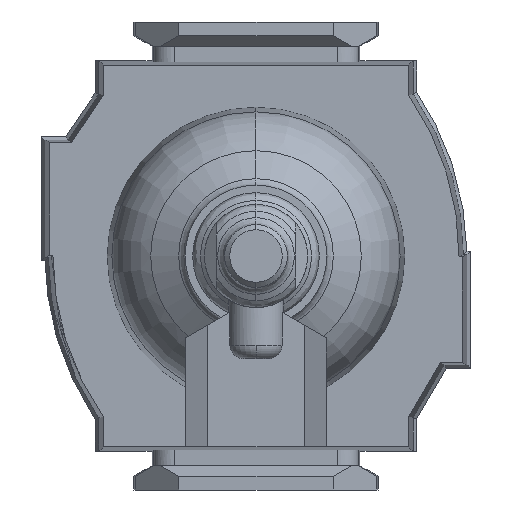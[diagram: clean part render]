
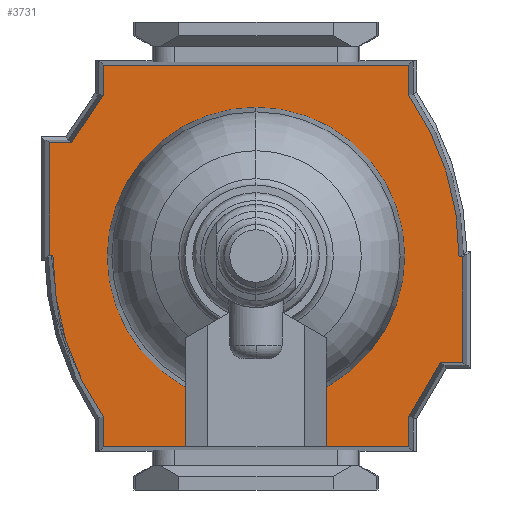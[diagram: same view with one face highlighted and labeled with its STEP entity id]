
A CAD part, front view. The second image highlights one B-rep face of the part: STEP entity #3731.
In plain terms, the highlighted planar face has unit normal (0, -1, 0).
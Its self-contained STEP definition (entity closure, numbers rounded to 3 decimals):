
#133 = VECTOR ( 'NONE', #2682, 1000. ) ;
#387 = CARTESIAN_POINT ( 'NONE',  ( -27.75, -38.5, -22.2 ) ) ;
#390 = EDGE_CURVE ( 'NONE', #3046, #7614, #8739, .T. ) ;
#430 = ORIENTED_EDGE ( 'NONE', *, *, #2362, .F. ) ;
#471 = CIRCLE ( 'NONE', #6839, 41.1 ) ;
#516 = EDGE_CURVE ( 'NONE', #7136, #722, #8293, .T. ) ;
#601 = LINE ( 'NONE', #6539, #5450 ) ;
#722 = VERTEX_POINT ( 'NONE', #1993 ) ;
#794 = LINE ( 'NONE', #2312, #8370 ) ;
#832 = VECTOR ( 'NONE', #7036, 1000. ) ;
#949 = DIRECTION ( 'NONE',  ( 0., 0., 1. ) ) ;
#1007 = DIRECTION ( 'NONE',  ( 0., 0., 1. ) ) ;
#1125 = EDGE_CURVE ( 'NONE', #9149, #6564, #9241, .T. ) ;
#1201 = VECTOR ( 'NONE', #5857, 1000. ) ;
#1238 = VECTOR ( 'NONE', #6375, 1000. ) ;
#1271 = CARTESIAN_POINT ( 'NONE',  ( -15.5, -38.5, -26.8 ) ) ;
#1274 = LINE ( 'NONE', #6326, #1238 ) ;
#1372 = CARTESIAN_POINT ( 'NONE',  ( 0., -38.5, 11.6 ) ) ;
#1551 = CARTESIAN_POINT ( 'NONE',  ( 0.1, -38.5, 30. ) ) ;
#1888 = AXIS2_PLACEMENT_3D ( 'NONE', #4880, #6250, #4140 ) ;
#1890 = VECTOR ( 'NONE', #3692, 1000. ) ;
#1993 = CARTESIAN_POINT ( 'NONE',  ( -23.35, -38.5, -22.2 ) ) ;
#2162 = EDGE_CURVE ( 'NONE', #5027, #2198, #3888, .T. ) ;
#2197 = CARTESIAN_POINT ( 'NONE',  ( 0., -38.5, -11.6 ) ) ;
#2198 = VERTEX_POINT ( 'NONE', #6178 ) ;
#2251 = CARTESIAN_POINT ( 'NONE',  ( -27.75, -38.5, -22.2 ) ) ;
#2312 = CARTESIAN_POINT ( 'NONE',  ( 23.383, -38.5, -22.2 ) ) ;
#2319 = ORIENTED_EDGE ( 'NONE', *, *, #5041, .F. ) ;
#2362 = EDGE_CURVE ( 'NONE', #9093, #3046, #9335, .T. ) ;
#2393 = ORIENTED_EDGE ( 'NONE', *, *, #2539, .F. ) ;
#2539 = EDGE_CURVE ( 'NONE', #8469, #6985, #601, .T. ) ;
#2560 = CARTESIAN_POINT ( 'NONE',  ( 23.383, -38.5, -22.2 ) ) ;
#2563 = CARTESIAN_POINT ( 'NONE',  ( 27.75, -38.5, 22.2 ) ) ;
#2636 = CARTESIAN_POINT ( 'NONE',  ( 27.75, -38.5, -22.2 ) ) ;
#2675 = CARTESIAN_POINT ( 'NONE',  ( -0.1, -38.5, -30. ) ) ;
#2682 = DIRECTION ( 'NONE',  ( 0., 0., -1. ) ) ;
#2927 = ORIENTED_EDGE ( 'NONE', *, *, #1125, .F. ) ;
#3046 = VERTEX_POINT ( 'NONE', #7970 ) ;
#3077 = CARTESIAN_POINT ( 'NONE',  ( 16.5, -38.5, 26.8 ) ) ;
#3204 = AXIS2_PLACEMENT_3D ( 'NONE', #2197, #5301, #3725 ) ;
#3286 = ORIENTED_EDGE ( 'NONE', *, *, #516, .F. ) ;
#3343 = ORIENTED_EDGE ( 'NONE', *, *, #4363, .F. ) ;
#3435 = ORIENTED_EDGE ( 'NONE', *, *, #8439, .F. ) ;
#3515 = VERTEX_POINT ( 'NONE', #7221 ) ;
#3549 = DIRECTION ( 'NONE',  ( 0., 0., -1. ) ) ;
#3554 = LINE ( 'NONE', #2636, #133 ) ;
#3689 = LINE ( 'NONE', #8841, #3719 ) ;
#3692 = DIRECTION ( 'NONE',  ( -0.863, 0., 0.506 ) ) ;
#3719 = VECTOR ( 'NONE', #7391, 1000. ) ;
#3725 = DIRECTION ( 'NONE',  ( 0., 0., 1. ) ) ;
#3726 = VECTOR ( 'NONE', #9251, 1000. ) ;
#3731 = ADVANCED_FACE ( 'NONE', ( #5422 ), #6838, .T. ) ;
#3888 = LINE ( 'NONE', #8991, #9038 ) ;
#3925 = EDGE_CURVE ( 'NONE', #6843, #7816, #471, .T. ) ;
#4140 = DIRECTION ( 'NONE',  ( 0., 0., -1. ) ) ;
#4166 = CARTESIAN_POINT ( 'NONE',  ( -23.383, -38.5, 22.2 ) ) ;
#4331 = CARTESIAN_POINT ( 'NONE',  ( 0.1, -38.5, 29.5 ) ) ;
#4363 = EDGE_CURVE ( 'NONE', #7183, #8469, #1274, .T. ) ;
#4569 = ORIENTED_EDGE ( 'NONE', *, *, #2162, .F. ) ;
#4880 = CARTESIAN_POINT ( 'NONE',  ( -28.86, -38.5, 31.2 ) ) ;
#4989 = ORIENTED_EDGE ( 'NONE', *, *, #6153, .F. ) ;
#5027 = VERTEX_POINT ( 'NONE', #2251 ) ;
#5041 = EDGE_CURVE ( 'NONE', #2198, #6843, #5543, .T. ) ;
#5085 = CARTESIAN_POINT ( 'NONE',  ( 23.35, -38.5, 22.2 ) ) ;
#5138 = AXIS2_PLACEMENT_3D ( 'NONE', #1372, #8978, #1007 ) ;
#5181 = CARTESIAN_POINT ( 'NONE',  ( 27.75, -38.5, 22.2 ) ) ;
#5231 = ORIENTED_EDGE ( 'NONE', *, *, #7153, .F. ) ;
#5301 = DIRECTION ( 'NONE',  ( 0., 1., 0. ) ) ;
#5422 = FACE_OUTER_BOUND ( 'NONE', #7786, .T. ) ;
#5450 = VECTOR ( 'NONE', #9520, 1000. ) ;
#5543 = LINE ( 'NONE', #4166, #3726 ) ;
#5592 = EDGE_CURVE ( 'NONE', #6985, #9149, #9439, .T. ) ;
#5677 = CARTESIAN_POINT ( 'NONE',  ( 23.35, -38.5, 22.2 ) ) ;
#5857 = DIRECTION ( 'NONE',  ( 0., 0., 1. ) ) ;
#5874 = VECTOR ( 'NONE', #9396, 1000. ) ;
#5963 = LINE ( 'NONE', #1551, #1201 ) ;
#6038 = CARTESIAN_POINT ( 'NONE',  ( 0., -38.5, 29.5 ) ) ;
#6110 = DIRECTION ( 'NONE',  ( 0., 0., 1. ) ) ;
#6153 = EDGE_CURVE ( 'NONE', #7614, #9573, #3689, .T. ) ;
#6178 = CARTESIAN_POINT ( 'NONE',  ( -27.75, -38.5, 22.2 ) ) ;
#6250 = DIRECTION ( 'NONE',  ( 0., -1., 0. ) ) ;
#6258 = LINE ( 'NONE', #6304, #6795 ) ;
#6266 = DIRECTION ( 'NONE',  ( 0.83, 0., -0.557 ) ) ;
#6304 = CARTESIAN_POINT ( 'NONE',  ( -15.5, -38.5, -26.8 ) ) ;
#6326 = CARTESIAN_POINT ( 'NONE',  ( 16.5, -38.5, 30. ) ) ;
#6375 = DIRECTION ( 'NONE',  ( 1., 0., 0. ) ) ;
#6539 = CARTESIAN_POINT ( 'NONE',  ( 16.5, -38.5, 26.8 ) ) ;
#6564 = VERTEX_POINT ( 'NONE', #5181 ) ;
#6585 = EDGE_CURVE ( 'NONE', #7966, #7183, #5963, .T. ) ;
#6644 = CIRCLE ( 'NONE', #3204, 41.1 ) ;
#6795 = VECTOR ( 'NONE', #6110, 1000. ) ;
#6838 = PLANE ( 'NONE',  #1888 ) ;
#6839 = AXIS2_PLACEMENT_3D ( 'NONE', #8263, #8348, #949 ) ;
#6843 = VERTEX_POINT ( 'NONE', #7811 ) ;
#6874 = DIRECTION ( 'NONE',  ( 0., 0., 1. ) ) ;
#6943 = EDGE_CURVE ( 'NONE', #3515, #9093, #794, .T. ) ;
#6976 = ORIENTED_EDGE ( 'NONE', *, *, #3925, .F. ) ;
#6985 = VERTEX_POINT ( 'NONE', #3077 ) ;
#7036 = DIRECTION ( 'NONE',  ( 1., 0., 0. ) ) ;
#7049 = CARTESIAN_POINT ( 'NONE',  ( 0.1, -38.5, 30. ) ) ;
#7136 = VERTEX_POINT ( 'NONE', #1271 ) ;
#7153 = EDGE_CURVE ( 'NONE', #722, #5027, #7745, .T. ) ;
#7183 = VERTEX_POINT ( 'NONE', #7049 ) ;
#7221 = CARTESIAN_POINT ( 'NONE',  ( 27.75, -38.5, -22.2 ) ) ;
#7299 = CARTESIAN_POINT ( 'NONE',  ( -15.5, -38.5, -30. ) ) ;
#7374 = ORIENTED_EDGE ( 'NONE', *, *, #6943, .F. ) ;
#7384 = VECTOR ( 'NONE', #6266, 1000. ) ;
#7391 = DIRECTION ( 'NONE',  ( -1., 0., 0. ) ) ;
#7614 = VERTEX_POINT ( 'NONE', #9456 ) ;
#7745 = LINE ( 'NONE', #387, #5874 ) ;
#7786 = EDGE_LOOP ( 'NONE', ( #5231, #3286, #3435, #4989, #9015, #430, #7374, #9457, #2927, #8450, #2393, #3343, #8180, #8719, #6976, #2319, #4569 ) ) ;
#7811 = CARTESIAN_POINT ( 'NONE',  ( -23.383, -38.5, 22.2 ) ) ;
#7816 = VERTEX_POINT ( 'NONE', #6038 ) ;
#7966 = VERTEX_POINT ( 'NONE', #4331 ) ;
#7970 = CARTESIAN_POINT ( 'NONE',  ( -0.1, -38.5, -29.5 ) ) ;
#8180 = ORIENTED_EDGE ( 'NONE', *, *, #6585, .F. ) ;
#8263 = CARTESIAN_POINT ( 'NONE',  ( 0., -38.5, -11.6 ) ) ;
#8293 = LINE ( 'NONE', #9030, #1890 ) ;
#8348 = DIRECTION ( 'NONE',  ( 0., 1., 0. ) ) ;
#8369 = EDGE_CURVE ( 'NONE', #7816, #7966, #6644, .T. ) ;
#8370 = VECTOR ( 'NONE', #8893, 1000. ) ;
#8439 = EDGE_CURVE ( 'NONE', #9573, #7136, #6258, .T. ) ;
#8450 = ORIENTED_EDGE ( 'NONE', *, *, #5592, .F. ) ;
#8469 = VERTEX_POINT ( 'NONE', #9191 ) ;
#8719 = ORIENTED_EDGE ( 'NONE', *, *, #8369, .F. ) ;
#8739 = LINE ( 'NONE', #2675, #9209 ) ;
#8841 = CARTESIAN_POINT ( 'NONE',  ( -15.5, -38.5, -30. ) ) ;
#8893 = DIRECTION ( 'NONE',  ( -1., 0., 0. ) ) ;
#8978 = DIRECTION ( 'NONE',  ( 0., 1., 0. ) ) ;
#8991 = CARTESIAN_POINT ( 'NONE',  ( -27.75, -38.5, 22.2 ) ) ;
#9015 = ORIENTED_EDGE ( 'NONE', *, *, #390, .F. ) ;
#9030 = CARTESIAN_POINT ( 'NONE',  ( -23.35, -38.5, -22.2 ) ) ;
#9038 = VECTOR ( 'NONE', #6874, 1000. ) ;
#9093 = VERTEX_POINT ( 'NONE', #2560 ) ;
#9149 = VERTEX_POINT ( 'NONE', #5085 ) ;
#9191 = CARTESIAN_POINT ( 'NONE',  ( 16.5, -38.5, 30. ) ) ;
#9209 = VECTOR ( 'NONE', #3549, 1000. ) ;
#9241 = LINE ( 'NONE', #2563, #832 ) ;
#9251 = DIRECTION ( 'NONE',  ( 1., 0., 0. ) ) ;
#9335 = CIRCLE ( 'NONE', #5138, 41.1 ) ;
#9396 = DIRECTION ( 'NONE',  ( -1., 0., 0. ) ) ;
#9439 = LINE ( 'NONE', #5677, #7384 ) ;
#9456 = CARTESIAN_POINT ( 'NONE',  ( -0.1, -38.5, -30. ) ) ;
#9457 = ORIENTED_EDGE ( 'NONE', *, *, #9461, .F. ) ;
#9461 = EDGE_CURVE ( 'NONE', #6564, #3515, #3554, .T. ) ;
#9520 = DIRECTION ( 'NONE',  ( 0., 0., -1. ) ) ;
#9573 = VERTEX_POINT ( 'NONE', #7299 ) ;
